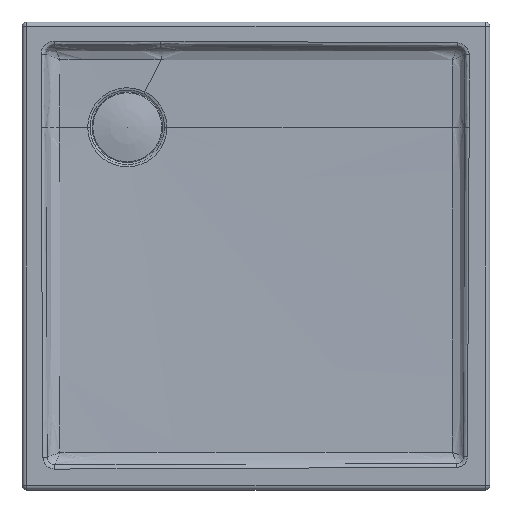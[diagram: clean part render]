
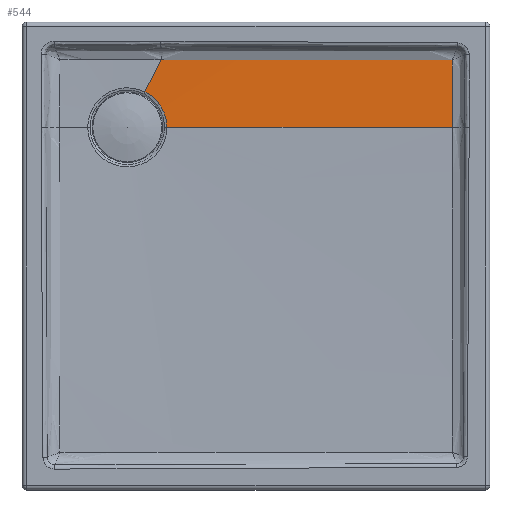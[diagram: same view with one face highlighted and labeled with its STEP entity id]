
A CAD part, top view. The second image highlights one B-rep face of the part: STEP entity #544.
In plain terms, the highlighted conical face has half-angle 88.825 degrees and reference radius 1000 mm.
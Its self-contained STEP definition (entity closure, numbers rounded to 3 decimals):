
#208=CARTESIAN_POINT('',(-152.453,220.,-27.997));
#209=VERTEX_POINT('',#208);
#326=CARTESIAN_POINT('',(-189.792,280.416,-27.997));
#327=VERTEX_POINT('',#326);
#350=CARTESIAN_POINT('',(-152.453,220.,-27.997));
#351=CARTESIAN_POINT('',(-152.453,227.082,-27.997));
#352=CARTESIAN_POINT('',(-154.18,237.876,-27.997));
#353=CARTESIAN_POINT('',(-159.657,250.969,-27.997));
#354=CARTESIAN_POINT('',(-165.32,260.139,-27.997));
#355=CARTESIAN_POINT('',(-172.293,268.211,-27.997));
#356=CARTESIAN_POINT('',(-180.493,275.139,-27.997));
#357=CARTESIAN_POINT('',(-186.625,278.832,-27.997));
#358=CARTESIAN_POINT('',(-189.792,280.416,-27.997));
#359=B_SPLINE_CURVE_WITH_KNOTS('',3,(#350,#351,#352,#353,#354,#355,#356,#357,#358),.UNSPECIFIED.,.F.,.U.,(4,1,1,1,1,1,4),(0.,2.13,3.195,4.259,5.324,6.389,7.454),.UNSPECIFIED.);
#360=EDGE_CURVE('',#209,#327,#359,.T.);
#485=CARTESIAN_POINT('',(-220.,220.,-8.87));
#486=DIRECTION('',(0.0,0.0,1.0));
#487=DIRECTION('',(1.,0.,0.0));
#488=AXIS2_PLACEMENT_3D('',#485,#486,#487);
#489=CONICAL_SURFACE('',#488,1000.,88.825);
#490=ORIENTED_EDGE('',*,*,#360,.F.);
#491=CARTESIAN_POINT('',(335.513,220.,-17.988));
#492=VERTEX_POINT('',#491);
#493=CARTESIAN_POINT('',(-152.453,220.,-27.997));
#494=CARTESIAN_POINT('',(10.202,220.,-24.661));
#495=CARTESIAN_POINT('',(172.857,220.,-21.324));
#496=CARTESIAN_POINT('',(335.513,220.,-17.988));
#497=B_SPLINE_CURVE_WITH_KNOTS('',3,(#493,#494,#495,#496),.UNSPECIFIED.,.F.,.U.,(4,4),(-445.047,43.022),.UNSPECIFIED.);
#498=EDGE_CURVE('',#209,#492,#497,.T.);
#499=ORIENTED_EDGE('',*,*,#498,.T.);
#500=CARTESIAN_POINT('',(335.502,335.104,-17.746));
#501=VERTEX_POINT('',#500);
#502=CARTESIAN_POINT('',(335.513,220.,-17.988));
#503=CARTESIAN_POINT('',(335.513,258.612,-17.988));
#504=CARTESIAN_POINT('',(335.509,297.197,-17.903));
#505=CARTESIAN_POINT('',(335.502,335.104,-17.746));
#506=B_SPLINE_CURVE_WITH_KNOTS('',3,(#502,#503,#504,#505),.UNSPECIFIED.,.F.,.U.,(4,4),(827.834,945.426),.UNSPECIFIED.);
#507=EDGE_CURVE('',#492,#501,#506,.T.);
#508=ORIENTED_EDGE('',*,*,#507,.T.);
#509=CARTESIAN_POINT('',(-162.271,335.459,-26.735));
#510=VERTEX_POINT('',#509);
#511=CARTESIAN_POINT('',(335.502,335.104,-17.746));
#512=CARTESIAN_POINT('',(321.739,335.107,-18.022));
#513=CARTESIAN_POINT('',(307.957,335.109,-18.299));
#514=CARTESIAN_POINT('',(294.162,335.112,-18.575));
#515=CARTESIAN_POINT('',(244.508,335.122,-19.569));
#516=CARTESIAN_POINT('',(194.851,335.135,-20.557));
#517=CARTESIAN_POINT('',(144.697,335.154,-21.538));
#518=CARTESIAN_POINT('',(112.301,335.167,-22.171));
#519=CARTESIAN_POINT('',(79.794,335.182,-22.8));
#520=CARTESIAN_POINT('',(46.926,335.203,-23.419));
#521=CARTESIAN_POINT('',(24.333,335.218,-23.845));
#522=CARTESIAN_POINT('',(1.594,335.235,-24.265));
#523=CARTESIAN_POINT('',(-21.415,335.257,-24.673));
#524=CARTESIAN_POINT('',(-38.193,335.274,-24.97));
#525=CARTESIAN_POINT('',(-55.117,335.293,-25.261));
#526=CARTESIAN_POINT('',(-72.222,335.315,-25.538));
#527=CARTESIAN_POINT('',(-88.452,335.337,-25.8));
#528=CARTESIAN_POINT('',(-104.872,335.362,-26.05));
#529=CARTESIAN_POINT('',(-121.384,335.39,-26.269));
#530=CARTESIAN_POINT('',(-134.998,335.413,-26.45));
#531=CARTESIAN_POINT('',(-148.677,335.437,-26.611));
#532=CARTESIAN_POINT('',(-162.271,335.459,-26.735));
#533=B_SPLINE_CURVE_WITH_KNOTS('',3,(#511,#512,#513,#514,#515,#516,#517,#518,#519,#520,#521,#522,#523,#524,#525,#526,#527,#528,#529,#530,#531,#532),.UNSPECIFIED.,.F.,.U.,(4,3,3,3,3,3,3,4),(237.485,295.346,503.606,638.129,730.601,798.031,862.014,914.769),.UNSPECIFIED.);
#534=EDGE_CURVE('',#501,#510,#533,.T.);
#535=ORIENTED_EDGE('',*,*,#534,.T.);
#536=CARTESIAN_POINT('',(-189.792,280.416,-27.997));
#537=DIRECTION('',(0.447,0.894,0.021));
#538=VECTOR('',#537,61.553);
#539=LINE('',#536,#538);
#540=EDGE_CURVE('',#327,#510,#539,.T.);
#541=ORIENTED_EDGE('',*,*,#540,.F.);
#542=EDGE_LOOP('',(#490,#499,#508,#535,#541));
#543=FACE_OUTER_BOUND('',#542,.T.);
#544=ADVANCED_FACE('',(#543),#489,.F.);
